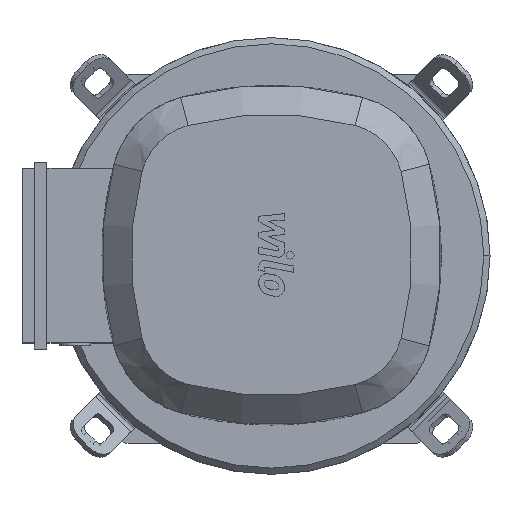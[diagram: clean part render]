
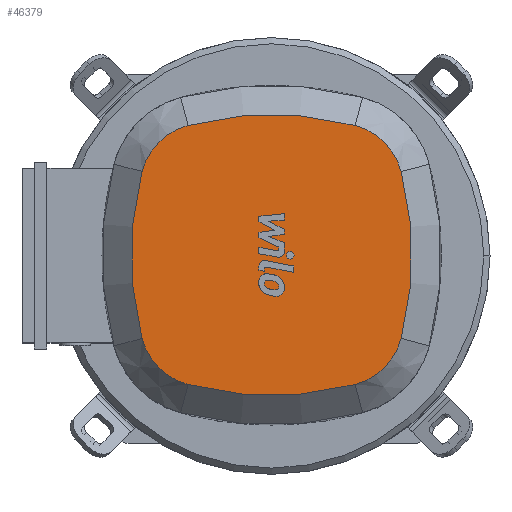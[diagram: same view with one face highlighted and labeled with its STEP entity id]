
A CAD part, top view. The second image highlights one B-rep face of the part: STEP entity #46379.
In plain terms, the highlighted planar face has unit normal (0, 0, 1).
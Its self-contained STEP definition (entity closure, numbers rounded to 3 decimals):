
#46014=CARTESIAN_POINT('',(-103.815,-66.869,1713.0));
#46015=VERTEX_POINT('',#46014);
#46033=CARTESIAN_POINT('',(-66.869,-103.815,1713.0));
#46034=VERTEX_POINT('',#46033);
#46041=CARTESIAN_POINT('',(-53.387,-53.387,1713.0));
#46042=DIRECTION('',(0.0,0.0,-1.0));
#46043=DIRECTION('',(0.0,-1.0,0.0));
#46044=AXIS2_PLACEMENT_3D('',#46041,#46042,#46043);
#46045=CIRCLE('',#46044,52.2);
#46046=EDGE_CURVE('',#46034,#46015,#46045,.T.);
#46056=CARTESIAN_POINT('',(-103.815,66.869,1713.0));
#46057=VERTEX_POINT('',#46056);
#46074=CARTESIAN_POINT('',(146.297,0.,1713.0));
#46075=DIRECTION('',(0.0,0.0,-1.));
#46076=DIRECTION('',(-0.966,0.258,0.0));
#46077=AXIS2_PLACEMENT_3D('',#46074,#46075,#46076);
#46078=CIRCLE('',#46077,258.897);
#46079=EDGE_CURVE('',#46015,#46057,#46078,.T.);
#46091=CARTESIAN_POINT('',(66.869,-103.815,1713.0));
#46092=VERTEX_POINT('',#46091);
#46099=CARTESIAN_POINT('',(0.,146.297,1713.0));
#46100=DIRECTION('',(0.0,0.0,-1.));
#46101=DIRECTION('',(-0.258,-0.966,0.0));
#46102=AXIS2_PLACEMENT_3D('',#46099,#46100,#46101);
#46103=CIRCLE('',#46102,258.897);
#46104=EDGE_CURVE('',#46092,#46034,#46103,.T.);
#46122=CARTESIAN_POINT('',(-66.869,103.815,1713.0));
#46123=VERTEX_POINT('',#46122);
#46140=CARTESIAN_POINT('',(-53.387,53.387,1713.0));
#46141=DIRECTION('',(0.0,0.0,-1.0));
#46142=DIRECTION('',(-1.0,0.0,0.0));
#46143=AXIS2_PLACEMENT_3D('',#46140,#46141,#46142);
#46144=CIRCLE('',#46143,52.2);
#46145=EDGE_CURVE('',#46057,#46123,#46144,.T.);
#46157=CARTESIAN_POINT('',(103.815,-66.869,1713.0));
#46158=VERTEX_POINT('',#46157);
#46165=CARTESIAN_POINT('',(53.387,-53.387,1713.0));
#46166=DIRECTION('',(0.0,0.0,-1.0));
#46167=DIRECTION('',(1.0,0.0,0.0));
#46168=AXIS2_PLACEMENT_3D('',#46165,#46166,#46167);
#46169=CIRCLE('',#46168,52.2);
#46170=EDGE_CURVE('',#46158,#46092,#46169,.T.);
#46188=CARTESIAN_POINT('',(66.869,103.815,1713.0));
#46189=VERTEX_POINT('',#46188);
#46206=CARTESIAN_POINT('',(0.,-146.297,1713.0));
#46207=DIRECTION('',(0.0,0.0,-1.));
#46208=DIRECTION('',(0.258,0.966,0.0));
#46209=AXIS2_PLACEMENT_3D('',#46206,#46207,#46208);
#46210=CIRCLE('',#46209,258.897);
#46211=EDGE_CURVE('',#46123,#46189,#46210,.T.);
#46223=CARTESIAN_POINT('',(103.815,66.869,1713.0));
#46224=VERTEX_POINT('',#46223);
#46231=CARTESIAN_POINT('',(-146.297,0.,1713.0));
#46232=DIRECTION('',(0.0,0.0,-1.));
#46233=DIRECTION('',(0.966,-0.258,0.0));
#46234=AXIS2_PLACEMENT_3D('',#46231,#46232,#46233);
#46235=CIRCLE('',#46234,258.897);
#46236=EDGE_CURVE('',#46224,#46158,#46235,.T.);
#46255=CARTESIAN_POINT('',(53.387,53.387,1713.0));
#46256=DIRECTION('',(0.0,0.0,-1.0));
#46257=DIRECTION('',(0.0,1.0,0.0));
#46258=AXIS2_PLACEMENT_3D('',#46255,#46256,#46257);
#46259=CIRCLE('',#46258,52.2);
#46260=EDGE_CURVE('',#46189,#46224,#46259,.T.);
#46364=CARTESIAN_POINT('',(117.404,0.,1713.0));
#46365=DIRECTION('',(0.0,0.0,1.0));
#46366=DIRECTION('',(-1.0,0.0,0.0));
#46367=AXIS2_PLACEMENT_3D('',#46364,#46365,#46366);
#46368=PLANE('',#46367);
#46369=ORIENTED_EDGE('',*,*,#46046,.F.);
#46370=ORIENTED_EDGE('',*,*,#46104,.F.);
#46371=ORIENTED_EDGE('',*,*,#46170,.F.);
#46372=ORIENTED_EDGE('',*,*,#46236,.F.);
#46373=ORIENTED_EDGE('',*,*,#46260,.F.);
#46374=ORIENTED_EDGE('',*,*,#46211,.F.);
#46375=ORIENTED_EDGE('',*,*,#46145,.F.);
#46376=ORIENTED_EDGE('',*,*,#46079,.F.);
#46377=EDGE_LOOP('',(#46369,#46370,#46371,#46372,#46373,#46374,#46375,#46376));
#46378=FACE_OUTER_BOUND('',#46377,.T.);
#46379=ADVANCED_FACE('',(#46378),#46368,.T.);
